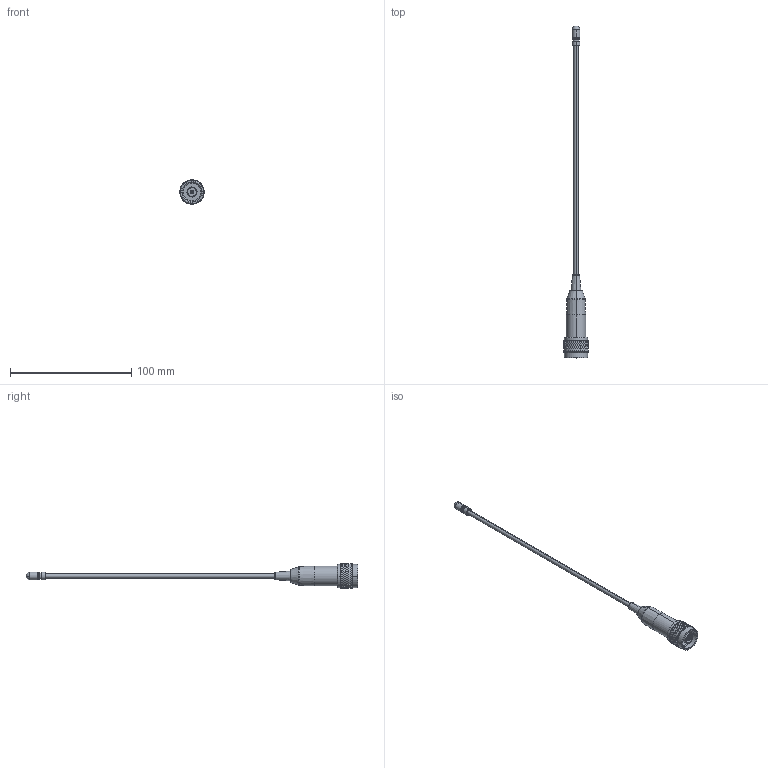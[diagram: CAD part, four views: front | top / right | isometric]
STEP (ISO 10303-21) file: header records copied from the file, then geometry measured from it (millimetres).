
FILE_DESCRIPTION (( 'STEP AP214' ), '1' );
FILE_NAME ('FW.92.RNT.M_web.STEP', '2020-07-14T09:20:42', ( '' ), ( '' ), 'SwSTEP 2.0', 'SolidWorks 2018', '' );
FILE_SCHEMA (( 'AUTOMOTIVE_DESIGN' ));
Length unit declared in the file: millimetre
Products named in the file (5): FW.92.RNT.M_web; Flexible Whip; RP-N Type(M); CAP; Housing
Assembly tree (4 placements, depth 2):
  FW.92.RNT.M_web
    CAP
    Flexible Whip
    Housing
    RP-N Type(M)
Bounding box: 20 x 273.69 x 20 mm (x, y, z)
Volume: 12891.7 mm3; surface area: 9852.2 mm2
Topology: 4 solids, 4 shells, 1461 faces, 3078 edges, 1641 vertices
Faces by surface type: bspline 1046, cylinder 338, plane 37, cone 32, torus 6, sphere 2
Entity records: 124595 total; most frequent: CARTESIAN_POINT 105334, ORIENTED_EDGE 6152, EDGE_CURVE 3076, VERTEX_POINT 1641, DIRECTION 1479, EDGE_LOOP 1479, ADVANCED_FACE 1461, FACE_OUTER_BOUND 1461
